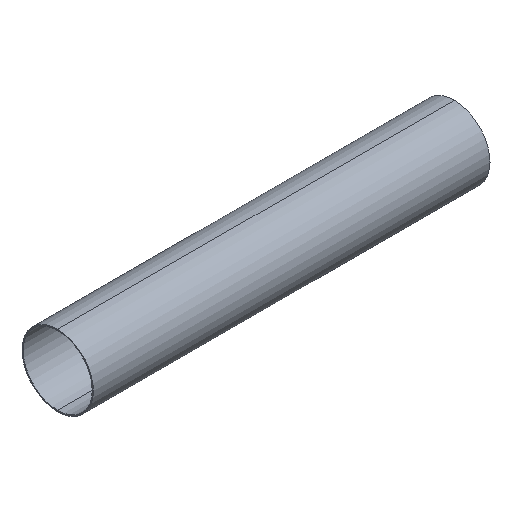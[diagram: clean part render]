
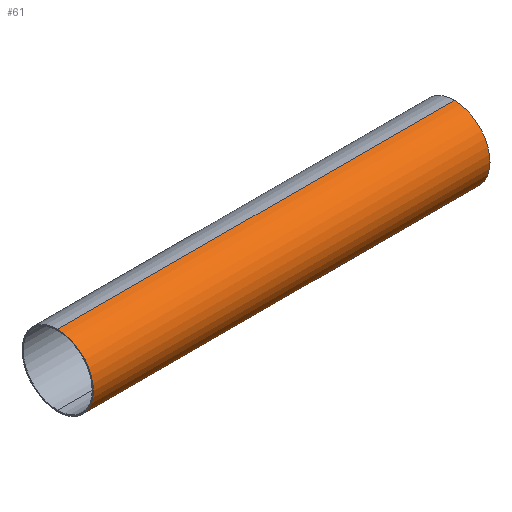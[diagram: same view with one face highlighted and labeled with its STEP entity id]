
A CAD part, isometric view. The second image highlights one B-rep face of the part: STEP entity #61.
In plain terms, the highlighted cylindrical face has radius 450 mm (diameter 900 mm), a partial arc.
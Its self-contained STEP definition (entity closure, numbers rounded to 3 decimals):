
#51 = VERTEX_POINT( '', #121 );
#61 = ADVANCED_FACE( '', ( #132 ), #133, .T. );
#67 = EDGE_CURVE( '', #51, #69, #139, .T. );
#69 = VERTEX_POINT( '', #141 );
#73 = EDGE_CURVE( '', #69, #81, #146, .T. );
#75 = EDGE_CURVE( '', #81, #95, #148, .T. );
#81 = VERTEX_POINT( '', #154 );
#87 = EDGE_CURVE( '', #95, #51, #163, .T. );
#95 = VERTEX_POINT( '', #173 );
#121 = CARTESIAN_POINT( '', ( 0., 0., 450. ) );
#132 = FACE_OUTER_BOUND( '', #202, .T. );
#133 = CYLINDRICAL_SURFACE( '', #203, 450. );
#139 = CIRCLE( '', #210, 450. );
#141 = CARTESIAN_POINT( '', ( 0., 0., -450. ) );
#146 = LINE( '', #218, #219 );
#148 = CIRCLE( '', #222, 450. );
#154 = CARTESIAN_POINT( '', ( 5000., 0., -450. ) );
#163 = LINE( '', #240, #241 );
#173 = CARTESIAN_POINT( '', ( 5000., 0., 450. ) );
#202 = EDGE_LOOP( '', ( #281, #282, #283, #284 ) );
#203 = AXIS2_PLACEMENT_3D( '', #285, #286, #287 );
#210 = AXIS2_PLACEMENT_3D( '', #292, #293, #294 );
#218 = CARTESIAN_POINT( '', ( 0., 0., -450. ) );
#219 = VECTOR( '', #303, 1. );
#222 = AXIS2_PLACEMENT_3D( '', #304, #305, #306 );
#240 = CARTESIAN_POINT( '', ( 0., 0., 450. ) );
#241 = VECTOR( '', #329, 1. );
#281 = ORIENTED_EDGE( '', *, *, #73, .T. );
#282 = ORIENTED_EDGE( '', *, *, #75, .T. );
#283 = ORIENTED_EDGE( '', *, *, #87, .T. );
#284 = ORIENTED_EDGE( '', *, *, #67, .T. );
#285 = CARTESIAN_POINT( '', ( 0., 0., 0. ) );
#286 = DIRECTION( '', ( -1., 0., 0. ) );
#287 = DIRECTION( '', ( 0., 0., -1. ) );
#292 = CARTESIAN_POINT( '', ( 0., 0., 0. ) );
#293 = DIRECTION( '', ( 1., 0., 0. ) );
#294 = DIRECTION( '', ( 0., 0., -1. ) );
#303 = DIRECTION( '', ( 1., 0., 0. ) );
#304 = CARTESIAN_POINT( '', ( 5000., 0., 0. ) );
#305 = DIRECTION( '', ( -1., 0., 0. ) );
#306 = DIRECTION( '', ( 0., 0., -1. ) );
#329 = DIRECTION( '', ( -1., 0., 0. ) );
